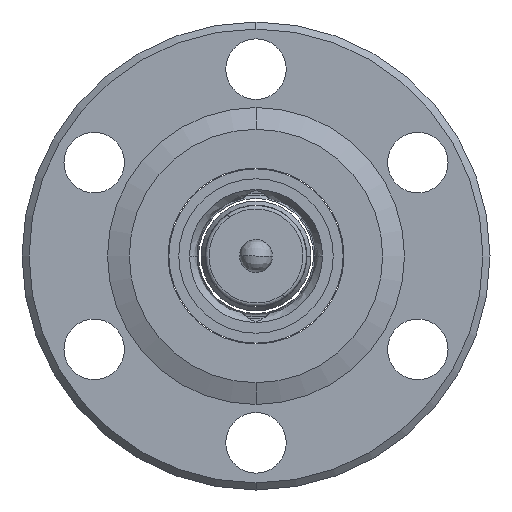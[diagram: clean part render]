
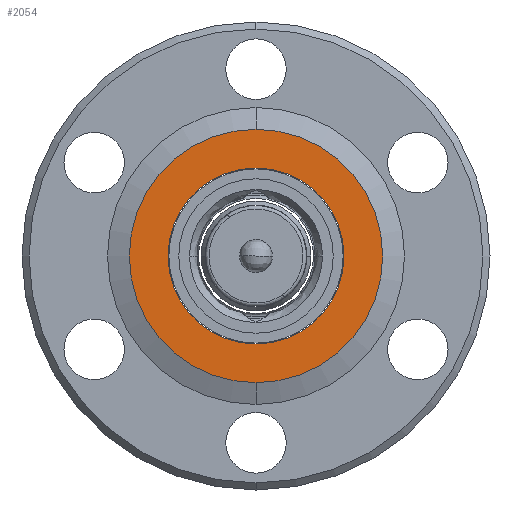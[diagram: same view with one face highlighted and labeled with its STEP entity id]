
A CAD part, front view. The second image highlights one B-rep face of the part: STEP entity #2054.
In plain terms, the highlighted planar face has unit normal (0, -1, 0).
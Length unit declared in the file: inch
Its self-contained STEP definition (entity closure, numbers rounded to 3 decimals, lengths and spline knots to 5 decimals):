
#65 = AXIS2_PLACEMENT_3D ( 'NONE', #2286, #2295, #2296 ) ;
#145 = CARTESIAN_POINT ( 'NONE',  ( 0., -0.234, 0. ) ) ;
#146 = DIRECTION ( 'NONE',  ( 0., 1., 0. ) ) ;
#147 = DIRECTION ( 'NONE',  ( 0., 0., -1. ) ) ;
#211 = EDGE_CURVE ( 'NONE', #558, #549, #861, .T. ) ;
#252 = EDGE_CURVE ( 'NONE', #548, #562, #2533, .T. ) ;
#363 = CARTESIAN_POINT ( 'NONE',  ( 0., -0.234, 0. ) ) ;
#364 = DIRECTION ( 'NONE',  ( 0., 1., 0. ) ) ;
#365 = DIRECTION ( 'NONE',  ( 0., 0., -1. ) ) ;
#413 = EDGE_LOOP ( 'NONE', ( #718, #1164 ) ) ;
#419 = EDGE_LOOP ( 'NONE', ( #2770, #652 ) ) ;
#548 = VERTEX_POINT ( 'NONE', #1675 ) ;
#549 = VERTEX_POINT ( 'NONE', #1676 ) ;
#558 = VERTEX_POINT ( 'NONE', #1685 ) ;
#562 = VERTEX_POINT ( 'NONE', #1689 ) ;
#652 = ORIENTED_EDGE ( 'NONE', *, *, #2038, .T. ) ;
#718 = ORIENTED_EDGE ( 'NONE', *, *, #211, .F. ) ;
#861 = CIRCLE ( 'NONE', #872, 0.36 ) ;
#872 = AXIS2_PLACEMENT_3D ( 'NONE', #363, #364, #365 ) ;
#1164 = ORIENTED_EDGE ( 'NONE', *, *, #2063, .F. ) ;
#1240 = AXIS2_PLACEMENT_3D ( 'NONE', #2340, #2341, #2342 ) ;
#1372 = CIRCLE ( 'NONE', #1240, 0.36 ) ;
#1675 = CARTESIAN_POINT ( 'NONE',  ( 0., -0.234, -0.25 ) ) ;
#1676 = CARTESIAN_POINT ( 'NONE',  ( 0., -0.234, 0.36 ) ) ;
#1685 = CARTESIAN_POINT ( 'NONE',  ( 0., -0.234, -0.36 ) ) ;
#1689 = CARTESIAN_POINT ( 'NONE',  ( 0., -0.234, 0.25 ) ) ;
#1810 = CARTESIAN_POINT ( 'NONE',  ( 0., -0.234, 0. ) ) ;
#1811 = DIRECTION ( 'NONE',  ( 0., 1., 0. ) ) ;
#1812 = DIRECTION ( 'NONE',  ( 0., 0., -1. ) ) ;
#2038 = EDGE_CURVE ( 'NONE', #562, #548, #2265, .T. ) ;
#2054 = ADVANCED_FACE ( 'NONE', ( #2291, #2292 ), #2293, .F. ) ;
#2063 = EDGE_CURVE ( 'NONE', #549, #558, #1372, .T. ) ;
#2263 = AXIS2_PLACEMENT_3D ( 'NONE', #145, #146, #147 ) ;
#2265 = CIRCLE ( 'NONE', #2263, 0.25 ) ;
#2286 = CARTESIAN_POINT ( 'NONE',  ( 0.36, -0.234, 0. ) ) ;
#2291 = FACE_OUTER_BOUND ( 'NONE', #413, .T. ) ;
#2292 = FACE_BOUND ( 'NONE', #419, .T. ) ;
#2293 = PLANE ( 'NONE',  #65 ) ;
#2295 = DIRECTION ( 'NONE',  ( 0., 1., 0. ) ) ;
#2296 = DIRECTION ( 'NONE',  ( 0., 0., -1. ) ) ;
#2340 = CARTESIAN_POINT ( 'NONE',  ( 0., -0.234, 0. ) ) ;
#2341 = DIRECTION ( 'NONE',  ( 0., 1., 0. ) ) ;
#2342 = DIRECTION ( 'NONE',  ( 0., 0., -1. ) ) ;
#2501 = AXIS2_PLACEMENT_3D ( 'NONE', #1810, #1811, #1812 ) ;
#2533 = CIRCLE ( 'NONE', #2501, 0.25 ) ;
#2770 = ORIENTED_EDGE ( 'NONE', *, *, #252, .T. ) ;
